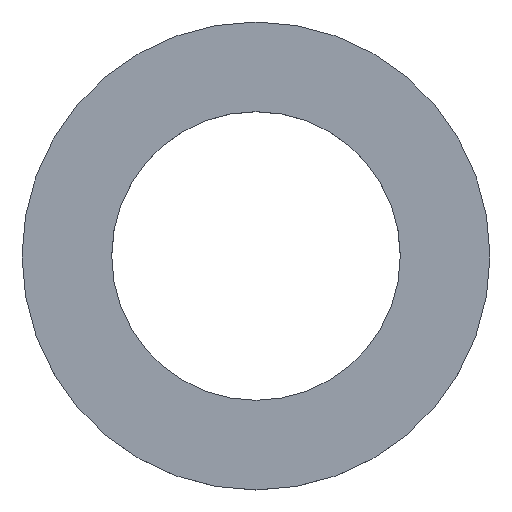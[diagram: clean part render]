
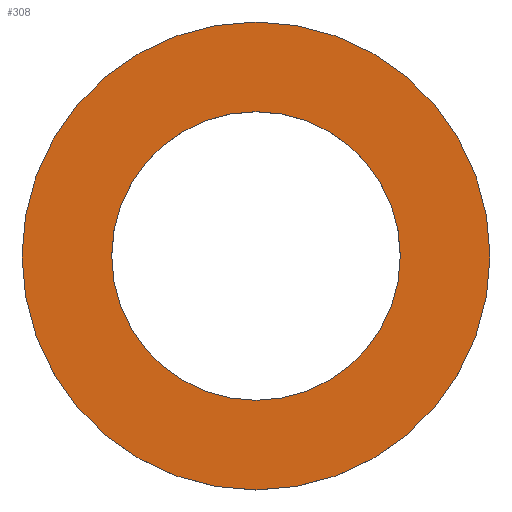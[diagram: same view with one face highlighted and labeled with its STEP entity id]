
A CAD part, top view. The second image highlights one B-rep face of the part: STEP entity #308.
In plain terms, the highlighted planar face has unit normal (0, 0, 1).
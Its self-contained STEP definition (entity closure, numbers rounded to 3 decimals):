
#78=ORIENTED_EDGE('',*,*,#162,.F.);
#79=ORIENTED_EDGE('',*,*,#163,.T.);
#162=EDGE_CURVE('',#204,#204,#238,.F.);
#163=EDGE_CURVE('',#205,#205,#239,.F.);
#204=VERTEX_POINT('',#434);
#205=VERTEX_POINT('',#436);
#238=CIRCLE('',#343,30.);
#239=CIRCLE('',#344,18.5);
#248=EDGE_LOOP('',(#78));
#249=EDGE_LOOP('',(#79));
#274=FACE_BOUND('',#248,.T.);
#275=FACE_BOUND('',#249,.T.);
#300=PLANE('',#342);
#308=ADVANCED_FACE('',(#274,#275),#300,.T.);
#342=AXIS2_PLACEMENT_3D('',#432,#370,#371);
#343=AXIS2_PLACEMENT_3D('',#433,#372,#373);
#344=AXIS2_PLACEMENT_3D('',#435,#374,#375);
#370=DIRECTION('',(0.,0.,1.));
#371=DIRECTION('',(1.,0.,0.));
#372=DIRECTION('',(0.,0.,1.));
#373=DIRECTION('',(1.,0.,0.));
#374=DIRECTION('',(0.,0.,1.));
#375=DIRECTION('',(1.,0.,0.));
#432=CARTESIAN_POINT('',(0.,0.,2.93));
#433=CARTESIAN_POINT('',(0.,0.,2.93));
#434=CARTESIAN_POINT('',(30.,0.,2.93));
#435=CARTESIAN_POINT('',(0.,0.,2.93));
#436=CARTESIAN_POINT('',(18.5,0.,2.93));
